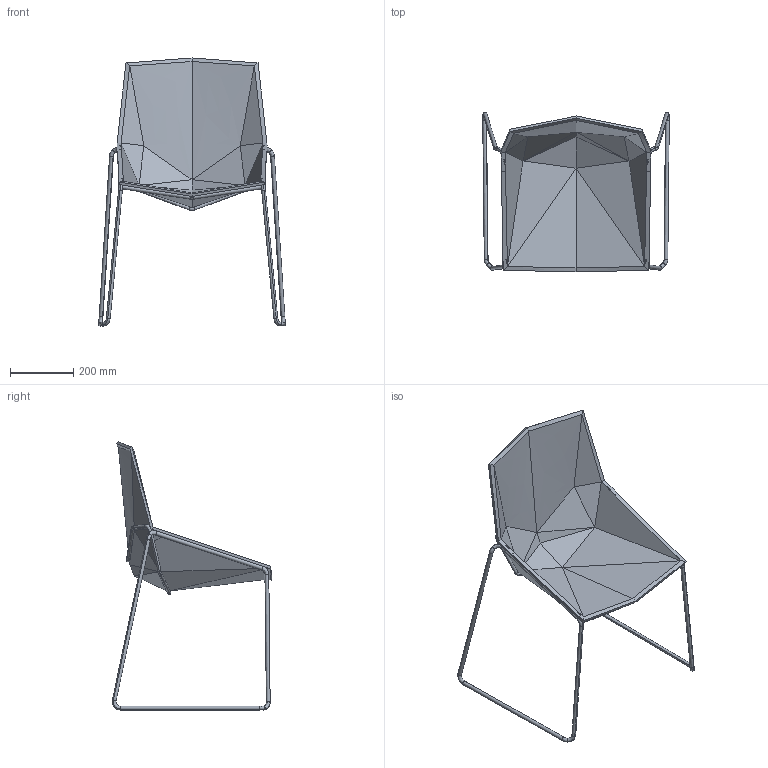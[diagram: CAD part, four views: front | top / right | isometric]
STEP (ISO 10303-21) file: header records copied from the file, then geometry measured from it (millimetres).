
FILE_DESCRIPTION(/* description */ (''),/* implementation_level */ '2;1');
FILE_NAME(/* name */ 'NicoLess',/* time_stamp */ '2018-02-01T15:56:02+01:00',/* author */ (''),/* organization */ (''),/* preprocessor_version */ 'ST-DEVELOPER v15',/* originating_system */ '',/* authorisation */ '');
FILE_SCHEMA (('AUTOMOTIVE_DESIGN'));
Length unit declared in the file: millimetre
Products named in the file (1): Document
Bounding box: 589.48 x 504.34 x 847.06 mm (x, y, z)
Volume: 571548.7 mm3; surface area: 1857741.6 mm2
Topology: 4 solids, 6 shells, 266 faces, 615 edges, 331 vertices
Faces by surface type: bspline 266
Entity records: 33916 total; most frequent: CARTESIAN_POINT 26018, B_SPLINE_CURVE_WITH_KNOTS 1675, ORIENTED_EDGE 1194, PCURVE 1194, DEFINITIONAL_REPRESENTATION 1194, SURFACE_CURVE 615, EDGE_CURVE 615, VERTEX_POINT 331
